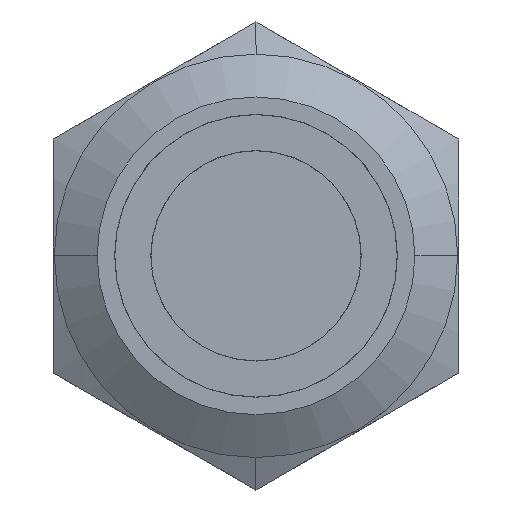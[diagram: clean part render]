
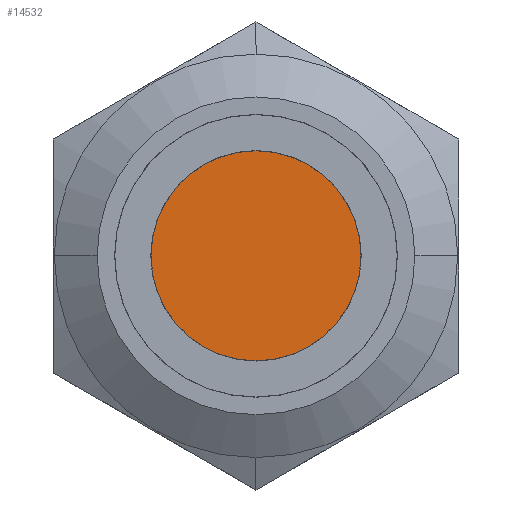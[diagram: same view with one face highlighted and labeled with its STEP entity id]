
A CAD part, top view. The second image highlights one B-rep face of the part: STEP entity #14532.
In plain terms, the highlighted planar face has unit normal (0, 0, 1).
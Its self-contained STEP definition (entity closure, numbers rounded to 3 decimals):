
#1090 = ORIENTED_EDGE ( 'NONE', *, *, #15252, .T. ) ;
#1471 = DIRECTION ( 'NONE',  ( 0., 0., 1. ) ) ;
#1903 = CARTESIAN_POINT ( 'NONE',  ( 0., 0., 18.75 ) ) ;
#3797 = CIRCLE ( 'NONE', #6589, 5.7 ) ;
#4149 = CARTESIAN_POINT ( 'NONE',  ( 5.7, 0., 18.75 ) ) ;
#4803 = VERTEX_POINT ( 'NONE', #7547 ) ;
#5011 = EDGE_LOOP ( 'NONE', ( #1090, #5316 ) ) ;
#5316 = ORIENTED_EDGE ( 'NONE', *, *, #16200, .T. ) ;
#5866 = DIRECTION ( 'NONE',  ( 1., 0., 0. ) ) ;
#6589 = AXIS2_PLACEMENT_3D ( 'NONE', #19078, #10661, #20209 ) ;
#6933 = CIRCLE ( 'NONE', #9767, 5.7 ) ;
#7498 = FACE_OUTER_BOUND ( 'NONE', #5011, .T. ) ;
#7547 = CARTESIAN_POINT ( 'NONE',  ( -5.7, 0., 18.75 ) ) ;
#8681 = AXIS2_PLACEMENT_3D ( 'NONE', #21200, #20994, #5866 ) ;
#9767 = AXIS2_PLACEMENT_3D ( 'NONE', #1903, #1471, #15153 ) ;
#10661 = DIRECTION ( 'NONE',  ( 0., 0., 1. ) ) ;
#14532 = ADVANCED_FACE ( 'NONE', ( #7498 ), #17821, .T. ) ;
#15153 = DIRECTION ( 'NONE',  ( 1., 0., 0. ) ) ;
#15252 = EDGE_CURVE ( 'NONE', #20711, #4803, #6933, .T. ) ;
#16200 = EDGE_CURVE ( 'NONE', #4803, #20711, #3797, .T. ) ;
#17821 = PLANE ( 'NONE',  #8681 ) ;
#19078 = CARTESIAN_POINT ( 'NONE',  ( 0., 0., 18.75 ) ) ;
#20209 = DIRECTION ( 'NONE',  ( 1., 0., 0. ) ) ;
#20711 = VERTEX_POINT ( 'NONE', #4149 ) ;
#20994 = DIRECTION ( 'NONE',  ( 0., 0., 1. ) ) ;
#21200 = CARTESIAN_POINT ( 'NONE',  ( 0., 0., 18.75 ) ) ;
